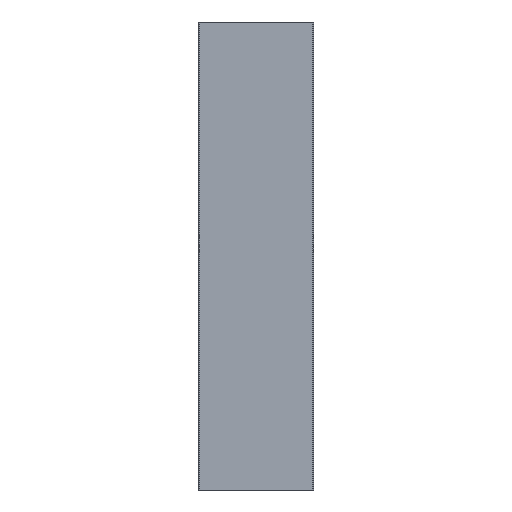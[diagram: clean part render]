
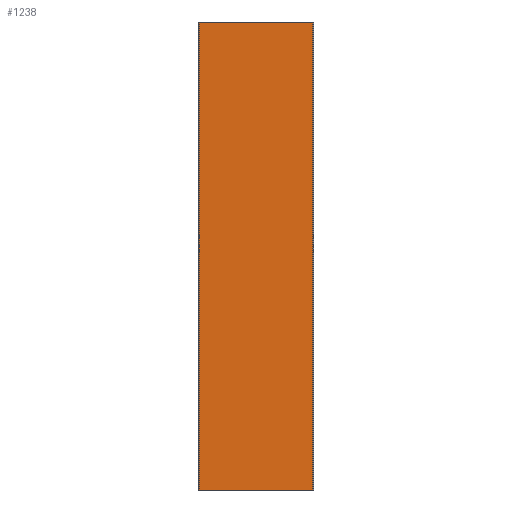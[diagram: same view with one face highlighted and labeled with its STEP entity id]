
A CAD part, front view. The second image highlights one B-rep face of the part: STEP entity #1238.
In plain terms, the highlighted planar face has unit normal (0, -1, 0).
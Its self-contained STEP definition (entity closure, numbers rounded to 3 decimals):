
#128 = VECTOR ( 'NONE', #1553, 1000. ) ;
#132 = VECTOR ( 'NONE', #1550, 1000. ) ;
#133 = LINE ( 'NONE', #1549, #128 ) ;
#144 = FACE_OUTER_BOUND ( 'NONE', #201, .T. ) ;
#168 = VERTEX_POINT ( 'NONE', #1213 ) ;
#201 = EDGE_LOOP ( 'NONE', ( #380, #645, #416, #637 ) ) ;
#204 = VERTEX_POINT ( 'NONE', #1221 ) ;
#380 = ORIENTED_EDGE ( 'NONE', *, *, #1382, .T. ) ;
#416 = ORIENTED_EDGE ( 'NONE', *, *, #1476, .F. ) ;
#439 = LINE ( 'NONE', #1545, #132 ) ;
#511 = VERTEX_POINT ( 'NONE', #1195 ) ;
#586 = VERTEX_POINT ( 'NONE', #1170 ) ;
#637 = ORIENTED_EDGE ( 'NONE', *, *, #1380, .T. ) ;
#645 = ORIENTED_EDGE ( 'NONE', *, *, #1477, .F. ) ;
#910 = LINE ( 'NONE', #1001, #912 ) ;
#911 = LINE ( 'NONE', #1010, #913 ) ;
#912 = VECTOR ( 'NONE', #1002, 1000. ) ;
#913 = VECTOR ( 'NONE', #1011, 1000. ) ;
#1001 = CARTESIAN_POINT ( 'NONE',  ( 72.75, 0., 600. ) ) ;
#1002 = DIRECTION ( 'NONE',  ( 1., 0., 0. ) ) ;
#1010 = CARTESIAN_POINT ( 'NONE',  ( 72.75, 0., 600. ) ) ;
#1011 = DIRECTION ( 'NONE',  ( 0., 0., -1. ) ) ;
#1170 = CARTESIAN_POINT ( 'NONE',  ( 72.75, 0., 0. ) ) ;
#1183 = CARTESIAN_POINT ( 'NONE',  ( 72.75, 0., 600. ) ) ;
#1187 = PLANE ( 'NONE',  #1342 ) ;
#1188 = DIRECTION ( 'NONE',  ( 0., 0., 1. ) ) ;
#1189 = DIRECTION ( 'NONE',  ( 0., 1., 0. ) ) ;
#1195 = CARTESIAN_POINT ( 'NONE',  ( -72.75, 0., 600. ) ) ;
#1213 = CARTESIAN_POINT ( 'NONE',  ( 72.75, 0., 600. ) ) ;
#1221 = CARTESIAN_POINT ( 'NONE',  ( -72.75, 0., 0. ) ) ;
#1238 = ADVANCED_FACE ( 'NONE', ( #144 ), #1187, .F. ) ;
#1342 = AXIS2_PLACEMENT_3D ( 'NONE', #1183, #1189, #1188 ) ;
#1380 = EDGE_CURVE ( 'NONE', #511, #204, #439, .T. ) ;
#1382 = EDGE_CURVE ( 'NONE', #204, #586, #133, .T. ) ;
#1476 = EDGE_CURVE ( 'NONE', #511, #168, #910, .T. ) ;
#1477 = EDGE_CURVE ( 'NONE', #168, #586, #911, .T. ) ;
#1545 = CARTESIAN_POINT ( 'NONE',  ( -72.75, 0., 600. ) ) ;
#1549 = CARTESIAN_POINT ( 'NONE',  ( 72.75, 0., 0. ) ) ;
#1550 = DIRECTION ( 'NONE',  ( 0., 0., -1. ) ) ;
#1553 = DIRECTION ( 'NONE',  ( 1., 0., 0. ) ) ;
